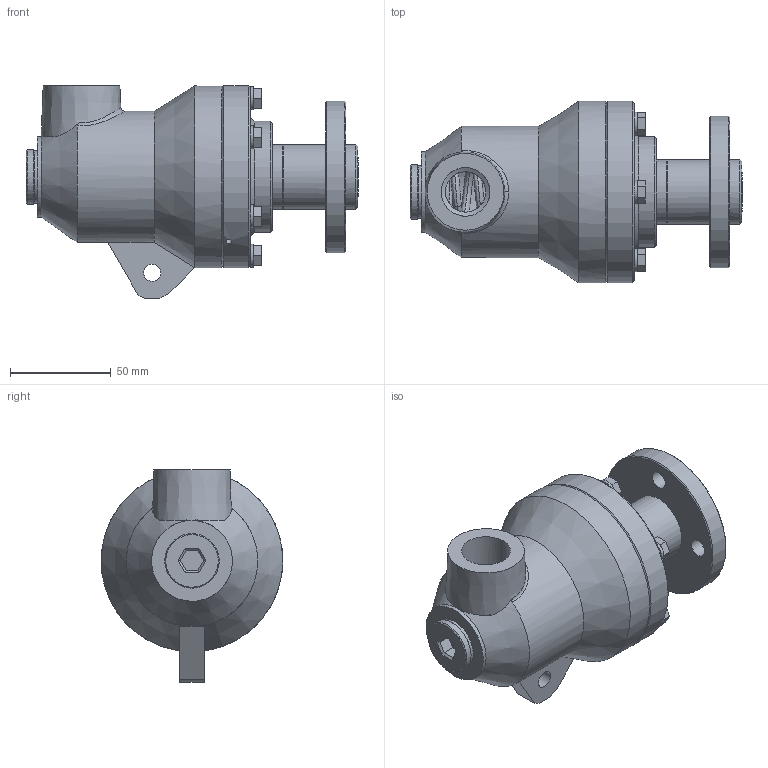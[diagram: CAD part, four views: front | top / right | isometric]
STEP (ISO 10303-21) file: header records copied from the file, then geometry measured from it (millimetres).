
FILE_DESCRIPTION (( 'STEP AP214' ), '1' );
FILE_NAME ('TUR-HTF20-TO.STEP', '2016-08-22T13:15:57', ( '' ), ( '' ), 'SwSTEP 2.0', 'SolidWorks 2016', '' );
FILE_SCHEMA (( 'AUTOMOTIVE_DESIGN' ));
Length unit declared in the file: millimetre
Products named in the file (1): TUR-HTF20-TO
Bounding box: 164.41 x 90 x 105 mm (x, y, z)
Surface area: 105766.7 mm2 (no closed solid volume)
Topology: 0 solids, 2 shells, 352 faces, 909 edges, 583 vertices
Faces by surface type: plane 223, cylinder 78, cone 34, bspline 17
Full cylindrical faces by diameter (mm): 3 x2, 6 x6, 6.6 x6, 7 x6, 8.5 x1, 9 x4, 19 x1, 20 x1, 24.12 x1, 24.9 x1, 25 x1, 26 x1, 27 x1, 31.5 x1, 32 x3, 32.2 x1, 34 x1, 38 x2, 40 x2, 40.5 x1, 45 x1, 55 x4, 60 x1, 62 x1, 65 x1, 75 x1, 90 x2
Entity records: 22836 total; most frequent: CARTESIAN_POINT 12846, ORIENTED_EDGE 1604, DIRECTION 1169, EDGE_CURVE 807, VERTEX_POINT 563, EDGE_LOOP 488, AXIS2_PLACEMENT_3D 422, FACE_OUTER_BOUND 406
